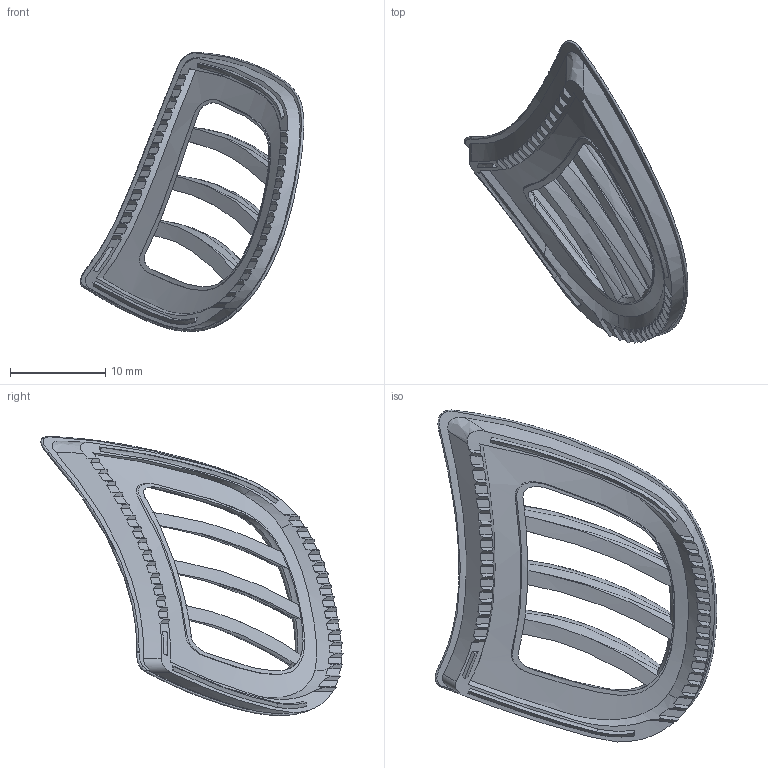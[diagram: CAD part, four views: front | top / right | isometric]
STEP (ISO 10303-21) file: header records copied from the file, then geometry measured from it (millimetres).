
FILE_DESCRIPTION(/* description */ (''),/* implementation_level */ '2;1');
FILE_NAME(/* name */ '5d1def33-d89d-424b-9c0c-53710d6af1df.stp',/* time_stamp */ '2019-09-01T13:17:02-06:00',/* author */ ('sridharPR5JY'),/* organization */ (''),/* preprocessor_version */ 'ST-DEVELOPER v18',/* originating_system */ 'Autodesk Translation Framework v8.2.0.1029',/* authorisation */ '');
FILE_SCHEMA (('AUTOMOTIVE_DESIGN { 1 0 10303 214 3 1 1 }'));
Length unit declared in the file: millimetre
Products named in the file (1): HEAD_VENT_LEFT
Bounding box: 23.44 x 31.7 x 29.29 mm (x, y, z)
Volume: 1102.8 mm3; surface area: 1712.3 mm2
Topology: 1 solids, 1 shells, 203 faces, 590 edges, 387 vertices
Faces by surface type: bspline 196, plane 6, cylinder 1
Entity records: 28172 total; most frequent: CARTESIAN_POINT 24392, ORIENTED_EDGE 1180, EDGE_CURVE 590, B_SPLINE_CURVE_WITH_KNOTS 526, VERTEX_POINT 387, EDGE_LOOP 209, FACE_OUTER_BOUND 203, ADVANCED_FACE 203
